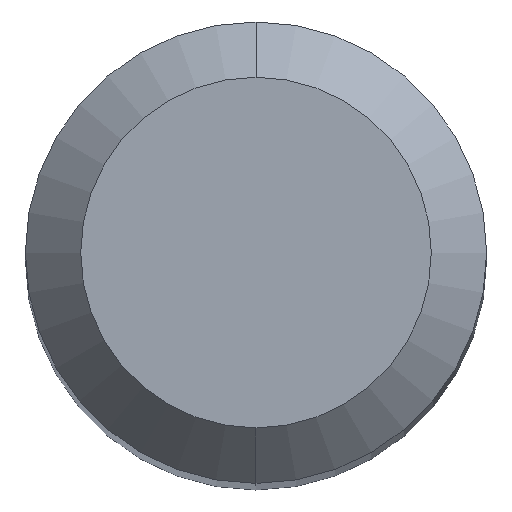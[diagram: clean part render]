
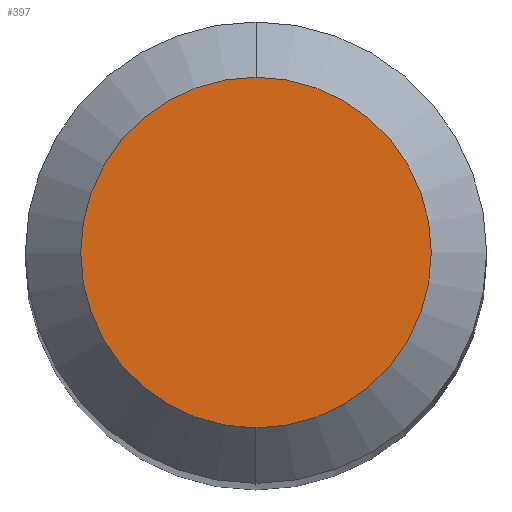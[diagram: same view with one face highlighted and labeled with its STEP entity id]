
A CAD part, top view. The second image highlights one B-rep face of the part: STEP entity #397.
In plain terms, the highlighted planar face has unit normal (0, 0, 1).
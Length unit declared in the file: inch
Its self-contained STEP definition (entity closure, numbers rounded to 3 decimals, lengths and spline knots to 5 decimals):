
#1 = EDGE_CURVE ( 'NONE', #177, #458, #26, .T. ) ;
#7 = CARTESIAN_POINT ( 'NONE',  ( 0., 0., 0. ) ) ;
#8 = PLANE ( 'NONE',  #201 ) ;
#20 = CARTESIAN_POINT ( 'NONE',  ( 0., 0., 0. ) ) ;
#26 = CIRCLE ( 'NONE', #83, 0.0475 ) ;
#83 = AXIS2_PLACEMENT_3D ( 'NONE', #7, #392, #481 ) ;
#103 = DIRECTION ( 'NONE',  ( 0., 0., -1. ) ) ;
#111 = ORIENTED_EDGE ( 'NONE', *, *, #167, .T. ) ;
#140 = DIRECTION ( 'NONE',  ( 0., 0., 1. ) ) ;
#147 = ORIENTED_EDGE ( 'NONE', *, *, #1, .T. ) ;
#167 = EDGE_CURVE ( 'NONE', #458, #177, #334, .T. ) ;
#177 = VERTEX_POINT ( 'NONE', #386 ) ;
#201 = AXIS2_PLACEMENT_3D ( 'NONE', #211, #103, #251 ) ;
#203 = DIRECTION ( 'NONE',  ( 0., -1., 0. ) ) ;
#211 = CARTESIAN_POINT ( 'NONE',  ( 0., 0.0475, 0. ) ) ;
#251 = DIRECTION ( 'NONE',  ( 0., 1., 0. ) ) ;
#334 = CIRCLE ( 'NONE', #394, 0.0475 ) ;
#386 = CARTESIAN_POINT ( 'NONE',  ( 0., -0.0475, 0. ) ) ;
#392 = DIRECTION ( 'NONE',  ( 0., 0., 1. ) ) ;
#394 = AXIS2_PLACEMENT_3D ( 'NONE', #20, #140, #203 ) ;
#397 = ADVANCED_FACE ( 'NONE', ( #449 ), #8, .F. ) ;
#406 = CARTESIAN_POINT ( 'NONE',  ( 0., 0.0475, 0. ) ) ;
#449 = FACE_OUTER_BOUND ( 'NONE', #454, .T. ) ;
#454 = EDGE_LOOP ( 'NONE', ( #111, #147 ) ) ;
#458 = VERTEX_POINT ( 'NONE', #406 ) ;
#481 = DIRECTION ( 'NONE',  ( 0., -1., 0. ) ) ;
